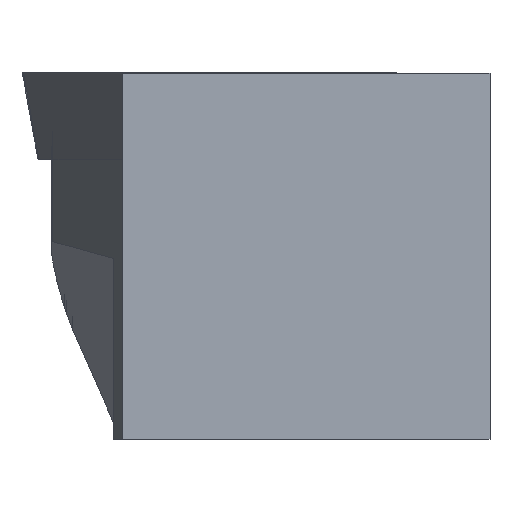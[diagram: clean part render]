
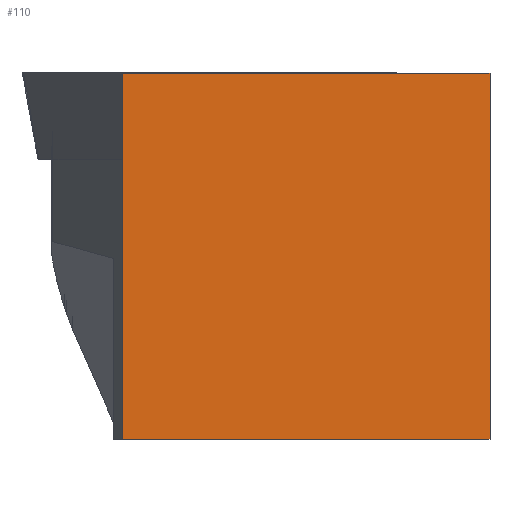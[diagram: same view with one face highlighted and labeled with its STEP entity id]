
A CAD part, front view. The second image highlights one B-rep face of the part: STEP entity #110.
In plain terms, the highlighted planar face has unit normal (0, -1, 0).
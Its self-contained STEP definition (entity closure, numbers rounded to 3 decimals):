
#110=ADVANCED_FACE('',(#155),#135,.T.);
#135=PLANE('',#544);
#155=FACE_OUTER_BOUND('',#178,.T.);
#178=EDGE_LOOP('',(#245,#246,#247,#248));
#245=ORIENTED_EDGE('',*,*,#415,.F.);
#246=ORIENTED_EDGE('',*,*,#416,.F.);
#247=ORIENTED_EDGE('',*,*,#412,.T.);
#248=ORIENTED_EDGE('',*,*,#414,.T.);
#357=VERTEX_POINT('',#733);
#358=VERTEX_POINT('',#737);
#359=VERTEX_POINT('',#741);
#360=VERTEX_POINT('',#745);
#412=EDGE_CURVE('',#357,#358,#472,.T.);
#414=EDGE_CURVE('',#358,#359,#474,.T.);
#415=EDGE_CURVE('',#360,#359,#475,.T.);
#416=EDGE_CURVE('',#357,#360,#476,.T.);
#472=LINE('',#738,#511);
#474=LINE('',#742,#513);
#475=LINE('',#744,#514);
#476=LINE('',#746,#515);
#511=VECTOR('',#617,1.);
#513=VECTOR('',#621,1.);
#514=VECTOR('',#624,1.);
#515=VECTOR('',#625,1.);
#544=AXIS2_PLACEMENT_3D('',#747,#626,#627);
#617=DIRECTION('',(1.,0.,0.));
#621=DIRECTION('',(0.,0.,1.));
#624=DIRECTION('',(1.,0.,0.));
#625=DIRECTION('',(0.,0.,1.));
#626=DIRECTION('',(0.,-1.,0.));
#627=DIRECTION('',(0.,0.,-1.));
#733=CARTESIAN_POINT('',(6.488,-127.488,-19.99));
#737=CARTESIAN_POINT('',(26.488,-127.488,-19.99));
#738=CARTESIAN_POINT('',(6.488,-127.488,-19.99));
#741=CARTESIAN_POINT('',(26.488,-127.488,-0.04));
#742=CARTESIAN_POINT('',(26.488,-127.488,-19.99));
#744=CARTESIAN_POINT('',(6.488,-127.488,-0.04));
#745=CARTESIAN_POINT('',(6.488,-127.488,-0.04));
#746=CARTESIAN_POINT('',(6.488,-127.488,-19.99));
#747=CARTESIAN_POINT('',(6.488,-127.488,-19.99));
